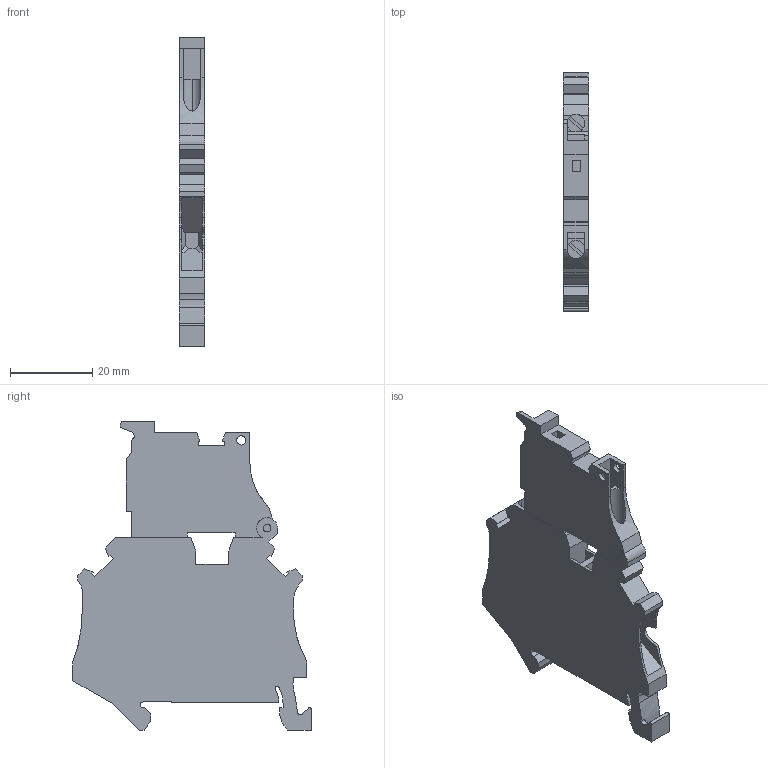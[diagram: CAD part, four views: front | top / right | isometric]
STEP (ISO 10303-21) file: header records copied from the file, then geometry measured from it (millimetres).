
FILE_DESCRIPTION(('STEP AP214'),'1');
FILE_NAME('cctmp_38B9117B-F368-4896-A62E-25D692DCACC2_2023_07_24_09_26_53_0809..stp','2023-07-24T07:26:54',('SIEMENS A&D'),('CADClick - www.CADClick.com'),'Spatial InterOp 3D postprocessed',' ','unknown authorization');
FILE_SCHEMA(('AUTOMOTIVE_DESIGN'));
Length unit declared in the file: millimetre
Products named in the file (1): 2023_07_24_09_26_53_0802
Bounding box: 6.15 x 57.8 x 74.98 mm (x, y, z)
Volume: 14996.8 mm3; surface area: 9357.6 mm2
Topology: 1 solids, 1 shells, 209 faces, 617 edges, 411 vertices
Faces by surface type: plane 161, cylinder 48
Entity records: 8204 total; most frequent: CARTESIAN_POINT 1838, ORIENTED_EDGE 1234, DIRECTION 1155, EDGE_CURVE 617, LINE 489, VECTOR 489, VERTEX_POINT 411, AXIS2_PLACEMENT_3D 333
